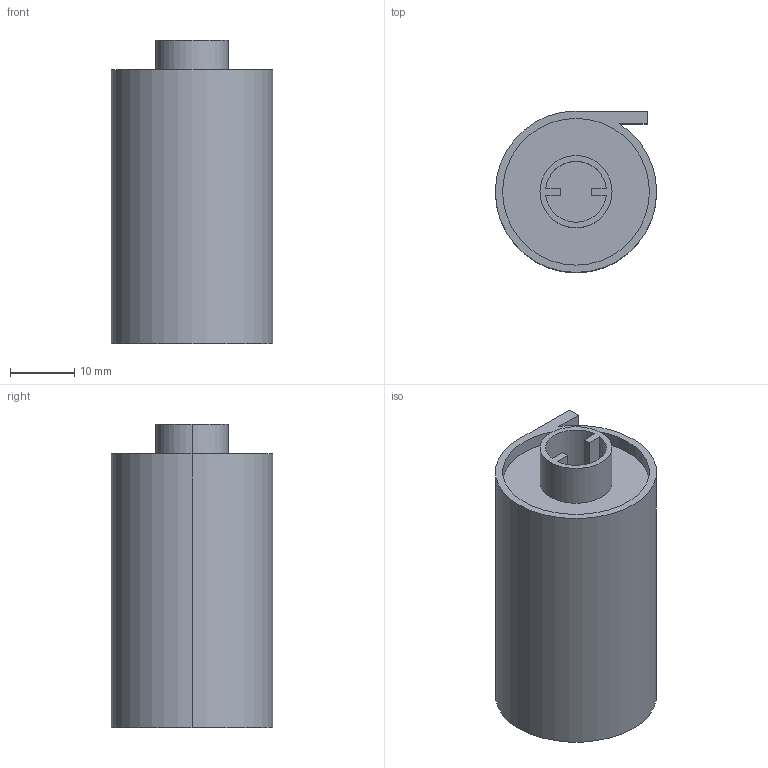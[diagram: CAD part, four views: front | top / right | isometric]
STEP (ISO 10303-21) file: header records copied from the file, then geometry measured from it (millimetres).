
FILE_DESCRIPTION (( 'STEP AP214' ), '1' );
FILE_NAME ('135film-canister.STEP', '2025-01-27T06:33:39', ( '' ), ( '' ), '' );
FILE_SCHEMA (( 'AUTOMOTIVE_DESIGN' ));
Length unit declared in the file: millimetre
Products named in the file (1): 135film-canister
Bounding box: 25.15 x 25.15 x 47.34 mm (x, y, z)
Volume: 17942 mm3; surface area: 7226.7 mm2
Topology: 1 solids, 1 shells, 35 faces, 84 edges, 56 vertices
Faces by surface type: plane 22, cylinder 13
Entity records: 1058 total; most frequent: DIRECTION 182, CARTESIAN_POINT 176, ORIENTED_EDGE 168, EDGE_CURVE 84, AXIS2_PLACEMENT_3D 62, VECTOR 58, LINE 58, VERTEX_POINT 56
